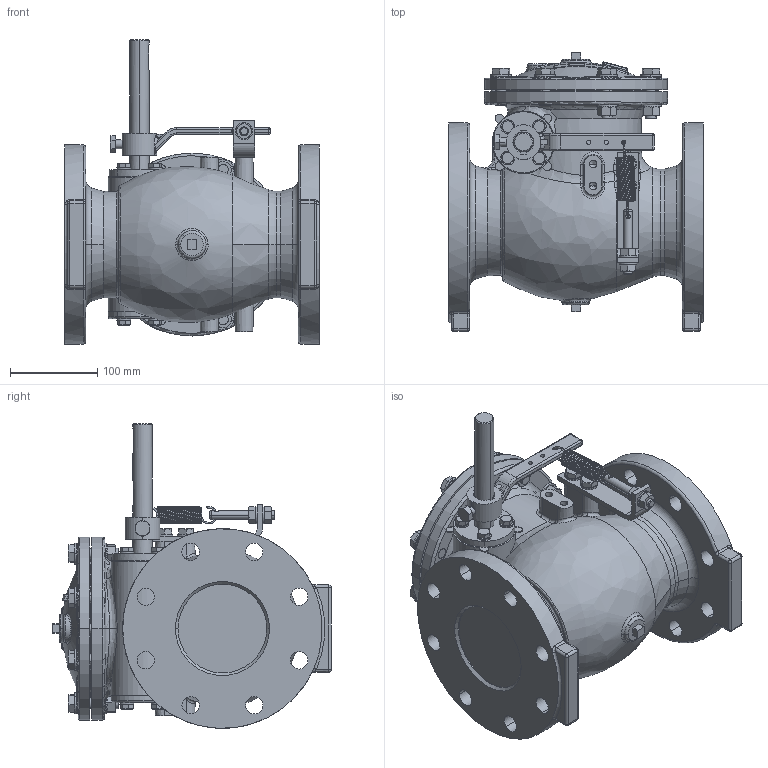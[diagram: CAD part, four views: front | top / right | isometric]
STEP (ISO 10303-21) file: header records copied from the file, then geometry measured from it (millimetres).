
FILE_DESCRIPTION((''),'2;1');
FILE_NAME('7804LS_SW0001','2023-10-25T13:01:53',('jlesh'),(''),'CREO PARAMETRIC BY PTC INC, 2023072','CREO PARAMETRIC BY PTC INC, 2023072','');
FILE_SCHEMA(('AUTOMOTIVE_DESIGN { 1 0 10303 214 1 1 1 1 }'));
Products named in the file (1): 7804LS_SW0001
Bounding box: 292 x 319.87 x 349.43 mm (x, y, z)
Volume: 9303971.7 mm3; surface area: 552776.5 mm2
Topology: 2 solids, 2 shells, 1422 faces, 3417 edges, 2089 vertices
Faces by surface type: plane 466, cylinder 430, cone 234, bspline 170, torus 101, sphere 21
Entity records: 77361 total; most frequent: CARTESIAN_POINT 40974, ORIENTED_EDGE 6806, DIRECTION 6475, EDGE_CURVE 3403, AXIS2_PLACEMENT_3D 2687, VERTEX_POINT 2088, EDGE_LOOP 1615, CIRCLE 1435
